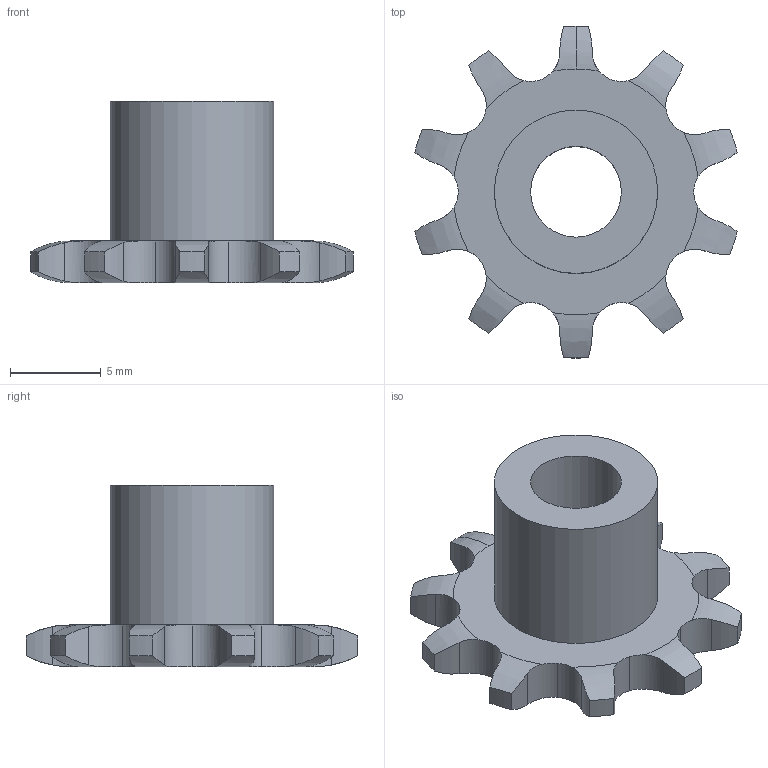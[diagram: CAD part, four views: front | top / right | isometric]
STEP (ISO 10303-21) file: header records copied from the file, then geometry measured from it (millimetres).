
FILE_DESCRIPTION(('FreeCAD Model'),'2;1');
FILE_NAME('Open CASCADE Shape Model','2021-02-24T18:53:41',('Author'),( ''),'Open CASCADE STEP processor 7.4','FreeCAD','Unknown');
FILE_SCHEMA(('AUTOMOTIVE_DESIGN { 1 0 10303 214 1 1 1 1 }'));
Length unit declared in the file: millimetre
Products named in the file (1): Hole
Bounding box: 17.77 x 18.3 x 10 mm (x, y, z)
Volume: 701.8 mm3; surface area: 861.6 mm2
Topology: 1 solids, 1 shells, 77 faces, 242 edges, 168 vertices
Faces by surface type: cylinder 52, revolution 22, plane 3
Full cylindrical faces by diameter (mm): 5 x1, 9 x1
Entity records: 8315 total; most frequent: CARTESIAN_POINT 3892, DIRECTION 731, ORIENTED_EDGE 484, PCURVE 484, DEFINITIONAL_REPRESENTATION 484, LINE 290, VECTOR 290, EDGE_CURVE 242
